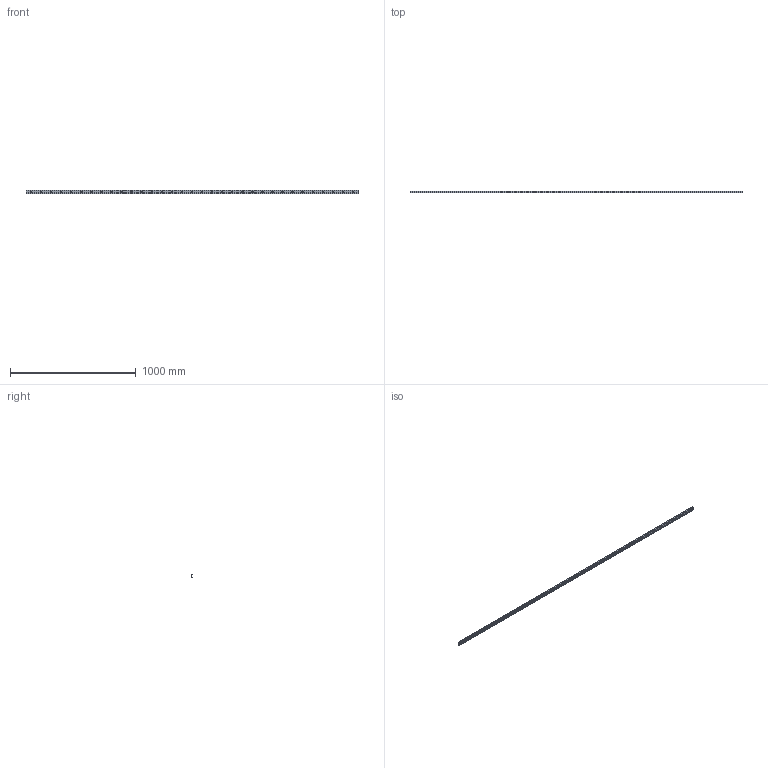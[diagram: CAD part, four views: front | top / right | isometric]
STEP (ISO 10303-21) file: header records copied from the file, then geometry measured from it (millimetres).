
FILE_DESCRIPTION((''),'2;1');
FILE_NAME('LCX 28H-2640.V.stp','2016-04-28T13:39:35',('MRathmann'),(''),'Autodesk Inventor 2012','Autodesk Inventor 2012','');
FILE_SCHEMA(('CONFIG_CONTROL_DESIGN'));
Length unit declared in the file: millimetre
Products named in the file (1): LCX 28H-2640.V
Bounding box: 2640 x 12.3 x 28 mm (x, y, z)
Volume: 429023.4 mm3; surface area: 254387.2 mm2
Topology: 1 solids, 1 shells, 90 faces, 231 edges, 143 vertices
Faces by surface type: cylinder 44, cone 33, plane 13
Full cylindrical faces by diameter (mm): 5.5 x33
Entity records: 2580 total; most frequent: DIRECTION 468, CARTESIAN_POINT 399, ORIENTED_EDGE 330, EDGE_LOOP 222, AXIS2_PLACEMENT_3D 212, EDGE_CURVE 165, VERTEX_POINT 143, FACE_BOUND 132
